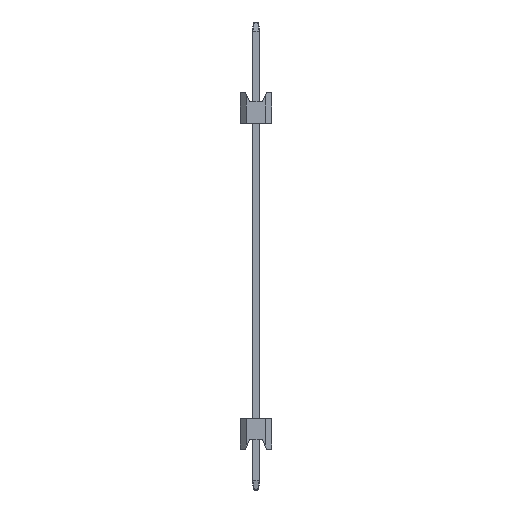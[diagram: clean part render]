
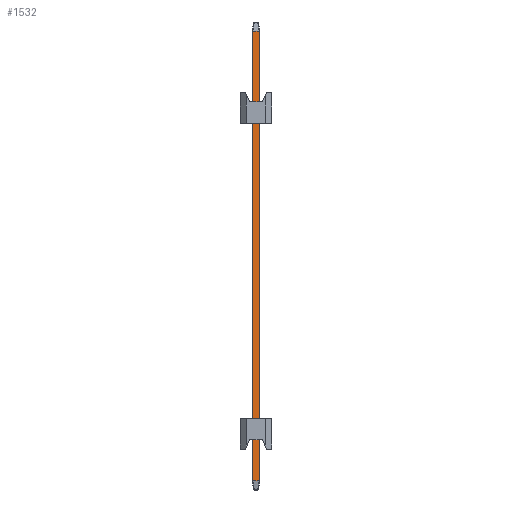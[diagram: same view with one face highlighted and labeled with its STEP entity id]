
A CAD part, left-side view. The second image highlights one B-rep face of the part: STEP entity #1532.
In plain terms, the highlighted planar face has unit normal (-1, 0, 0).
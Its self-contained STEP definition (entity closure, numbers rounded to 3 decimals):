
#462=FACE_OUTER_BOUND('',#526,.T.);
#526=EDGE_LOOP('',(#1271,#1272,#1273,#1274,#1275,#1276,#1277,#1278));
#577=LINE('',#2331,#733);
#586=LINE('',#2349,#742);
#616=LINE('',#2404,#772);
#629=LINE('',#2431,#785);
#632=LINE('',#2437,#788);
#635=LINE('',#2443,#791);
#651=LINE('',#2470,#807);
#652=LINE('',#2472,#808);
#733=VECTOR('',#1827,10.);
#742=VECTOR('',#1840,10.);
#772=VECTOR('',#1890,10.);
#785=VECTOR('',#1911,10.);
#788=VECTOR('',#1916,10.);
#791=VECTOR('',#1921,10.);
#807=VECTOR('',#1955,10.);
#808=VECTOR('',#1958,10.);
#887=VERTEX_POINT('',#2329);
#888=VERTEX_POINT('',#2330);
#895=VERTEX_POINT('',#2347);
#909=VERTEX_POINT('',#2399);
#917=VERTEX_POINT('',#2423);
#920=VERTEX_POINT('',#2429);
#922=VERTEX_POINT('',#2435);
#924=VERTEX_POINT('',#2441);
#985=EDGE_CURVE('',#887,#888,#577,.T.);
#994=EDGE_CURVE('',#895,#887,#586,.T.);
#1024=EDGE_CURVE('',#888,#909,#616,.T.);
#1037=EDGE_CURVE('',#920,#917,#629,.T.);
#1040=EDGE_CURVE('',#922,#920,#632,.T.);
#1043=EDGE_CURVE('',#924,#922,#635,.T.);
#1059=EDGE_CURVE('',#917,#895,#651,.T.);
#1060=EDGE_CURVE('',#909,#924,#652,.T.);
#1271=ORIENTED_EDGE('',*,*,#1024,.F.);
#1272=ORIENTED_EDGE('',*,*,#985,.F.);
#1273=ORIENTED_EDGE('',*,*,#994,.F.);
#1274=ORIENTED_EDGE('',*,*,#1059,.F.);
#1275=ORIENTED_EDGE('',*,*,#1037,.F.);
#1276=ORIENTED_EDGE('',*,*,#1040,.F.);
#1277=ORIENTED_EDGE('',*,*,#1043,.F.);
#1278=ORIENTED_EDGE('',*,*,#1060,.F.);
#1468=PLANE('',#1659);
#1532=ADVANCED_FACE('',(#462),#1468,.T.);
#1659=AXIS2_PLACEMENT_3D('',#2471,#1956,#1957);
#1827=DIRECTION('',(0.,0.,-1.));
#1840=DIRECTION('',(0.,-0.371,-0.928));
#1890=DIRECTION('',(0.,0.371,-0.928));
#1911=DIRECTION('',(0.,-0.371,0.928));
#1916=DIRECTION('',(0.,0.,1.));
#1921=DIRECTION('',(0.,0.371,0.928));
#1955=DIRECTION('',(0.,-1.,0.));
#1956=DIRECTION('center_axis',(-1.,0.,0.));
#1957=DIRECTION('ref_axis',(0.,-1.,0.));
#1958=DIRECTION('',(0.,1.,0.));
#2329=CARTESIAN_POINT('',(-0.32,-0.27,33.748));
#2330=CARTESIAN_POINT('',(-0.32,-0.27,-2.548));
#2331=CARTESIAN_POINT('',(-0.32,-0.27,0.));
#2347=CARTESIAN_POINT('',(-0.32,-0.269,33.75));
#2349=CARTESIAN_POINT('',(-0.32,-5.973,19.491));
#2399=CARTESIAN_POINT('',(-0.32,-0.269,-2.55));
#2404=CARTESIAN_POINT('',(-0.32,-0.593,-1.739));
#2423=CARTESIAN_POINT('',(-0.32,0.269,33.75));
#2429=CARTESIAN_POINT('',(-0.32,0.27,33.748));
#2431=CARTESIAN_POINT('',(-0.32,6.017,19.381));
#2435=CARTESIAN_POINT('',(-0.32,0.27,-2.548));
#2437=CARTESIAN_POINT('',(-0.32,0.27,0.));
#2441=CARTESIAN_POINT('',(-0.32,0.269,-2.55));
#2443=CARTESIAN_POINT('',(-0.32,0.637,-1.629));
#2470=CARTESIAN_POINT('',(-0.32,0.16,33.75));
#2471=CARTESIAN_POINT('Origin',(-0.32,0.32,0.));
#2472=CARTESIAN_POINT('',(-0.32,0.16,-2.55));
